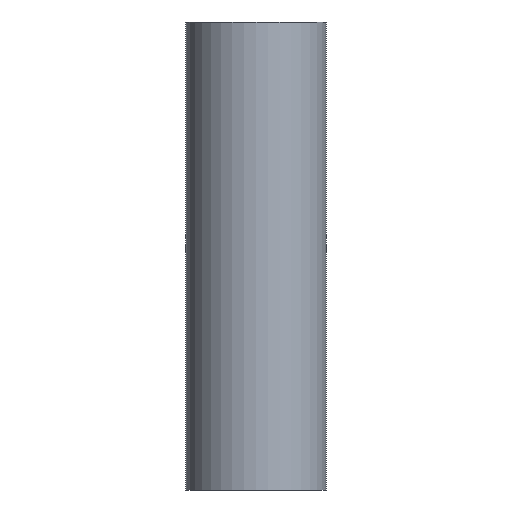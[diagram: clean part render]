
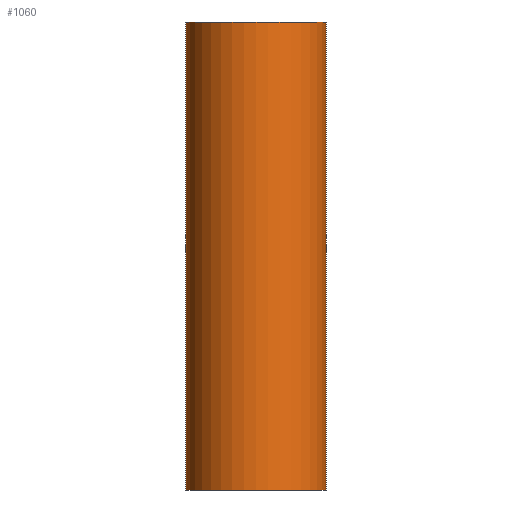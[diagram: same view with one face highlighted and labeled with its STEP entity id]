
A CAD part, front view. The second image highlights one B-rep face of the part: STEP entity #1060.
In plain terms, the highlighted cylindrical face has radius 15 mm (diameter 30 mm), a partial arc.
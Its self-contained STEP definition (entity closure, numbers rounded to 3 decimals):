
#210=CARTESIAN_POINT('',(-10.121,-9.885,0.));
#220=DIRECTION('',(0.,0.,1.));
#230=DIRECTION('',(1.,0.,0.));
#240=AXIS2_PLACEMENT_3D('',#210,#220,#230);
#250=CIRCLE('',#240,15.);
#260=CARTESIAN_POINT('',(-25.121,-9.885,0.));
#270=VERTEX_POINT('',#260);
#280=CARTESIAN_POINT('',(4.879,-9.885,0.));
#290=VERTEX_POINT('',#280);
#300=EDGE_CURVE('',#270,#290,#250,.T.);
#570=CARTESIAN_POINT('',(-10.121,-9.885,100.));
#580=DIRECTION('',(0.,0.,1.));
#590=DIRECTION('',(1.,0.,0.));
#600=AXIS2_PLACEMENT_3D('',#570,#580,#590);
#610=CIRCLE('',#600,15.);
#620=CARTESIAN_POINT('',(-25.121,-9.885,100.));
#630=VERTEX_POINT('',#620);
#640=CARTESIAN_POINT('',(4.879,-9.885,100.));
#650=VERTEX_POINT('',#640);
#660=EDGE_CURVE('',#630,#650,#610,.T.);
#780=CARTESIAN_POINT('',(-25.121,-9.885,0.));
#790=DIRECTION('',(0.,0.,1.));
#800=VECTOR('',#790,1.);
#810=LINE('',#780,#800);
#820=EDGE_CURVE('',#270,#630,#810,.T.);
#850=CARTESIAN_POINT('',(4.879,-9.885,0.));
#860=DIRECTION('',(0.,0.,1.));
#870=VECTOR('',#860,1.);
#880=LINE('',#850,#870);
#890=EDGE_CURVE('',#290,#650,#880,.T.);
#950=CARTESIAN_POINT('',(-10.121,-9.885,0.));
#960=DIRECTION('',(0.,0.,1.));
#970=DIRECTION('',(1.,0.,0.));
#980=AXIS2_PLACEMENT_3D('',#950,#960,#970);
#990=CYLINDRICAL_SURFACE('',#980,15.);
#1000=ORIENTED_EDGE('',*,*,#300,.T.);
#1010=ORIENTED_EDGE('',*,*,#820,.F.);
#1020=ORIENTED_EDGE('',*,*,#660,.F.);
#1030=ORIENTED_EDGE('',*,*,#890,.T.);
#1040=EDGE_LOOP('',(#1030,#1020,#1010,#1000));
#1050=FACE_OUTER_BOUND('',#1040,.T.);
#1060=ADVANCED_FACE('',(#1050),#990,.T.);
